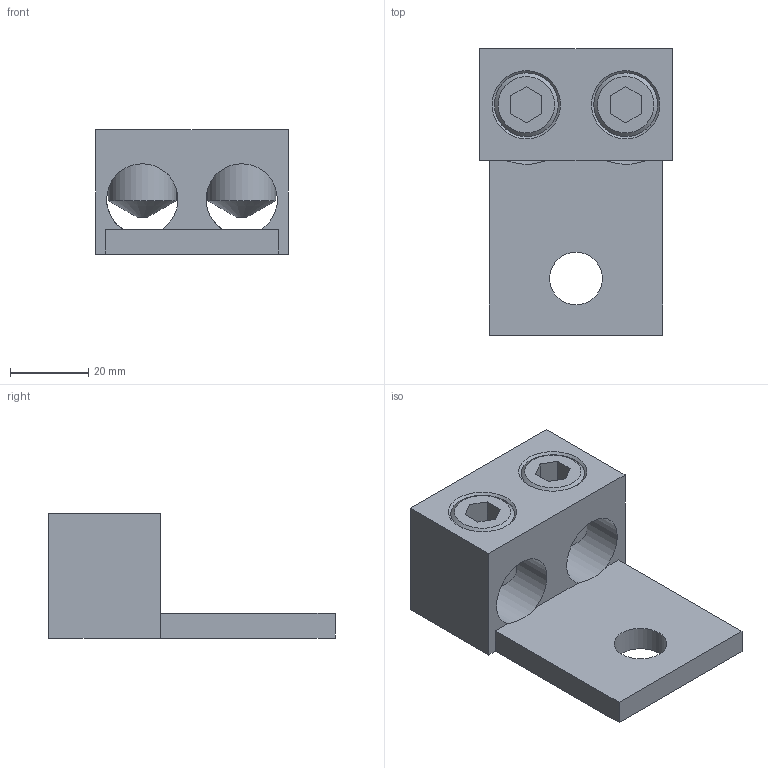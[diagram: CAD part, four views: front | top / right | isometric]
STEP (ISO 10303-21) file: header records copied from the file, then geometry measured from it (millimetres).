
FILE_DESCRIPTION(/* description */ (''),/* implementation_level */ '2;1');
FILE_NAME(/* name */ 'Panduit LAM2A350.stp',/* time_stamp */ '2012-05-31T10:41:43+02:00',/* author */ (''),/* organization */ (''),/* preprocessor_version */ 'ST-DEVELOPER v11',/* originating_system */ 'SIEMENS PLM Software NX 7.5',/* authorisation */ '');
FILE_SCHEMA (('CONFIG_CONTROL_DESIGN'));
Length unit declared in the file: millimetre
Products named in the file (1): 537888_A
Bounding box: 49.28 x 73.15 x 31.75 mm (x, y, z)
Volume: 45053.9 mm3; surface area: 18251.2 mm2
Topology: 3 solids, 3 shells, 45 faces, 111 edges, 72 vertices
Faces by surface type: plane 28, cone 10, cylinder 7
Full cylindrical faces by diameter (mm): 13.462 x1, 16.304 x2, 17.4 x2, 18.237 x2
Entity records: 1374 total; most frequent: CARTESIAN_POINT 278, DIRECTION 202, ORIENTED_EDGE 184, EDGE_CURVE 92, EDGE_LOOP 70, VERTEX_POINT 68, AXIS2_PLACEMENT_3D 68, LINE 66
